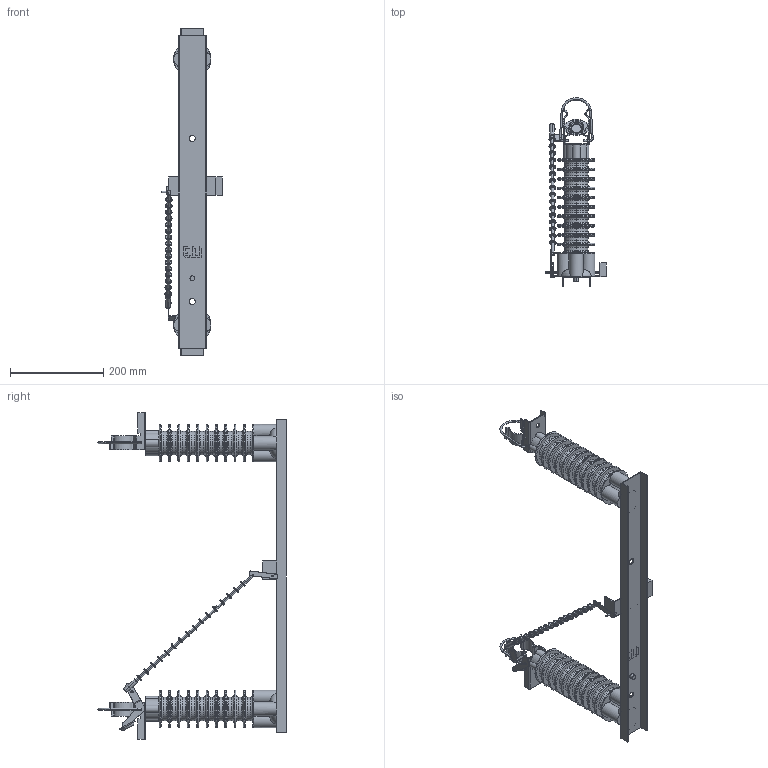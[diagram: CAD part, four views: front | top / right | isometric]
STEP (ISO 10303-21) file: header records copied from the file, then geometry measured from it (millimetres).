
FILE_DESCRIPTION((''),'2;1');
FILE_NAME('ASM0104UOI_ASM','2022-02-11T09:20:29',('marketing.praksa'),('Audax d.o.o.'),'CREO PARAMETRIC BY PTC INC, 2021304','CREO PARAMETRIC BY PTC INC, 2021304','');
FILE_SCHEMA(('AP242_MANAGED_MODEL_BASED_3D_ENGINEERING_MIM_LF { 1 0 10303 442 1 1 4 }'));
Products named in the file (26): 421_1_2_1_1_1_1; 23C_1_2_3_1_1_1; 248_1_2_3_1_1_1; 254_1_2_3_1_1_1; 618_1_2_3_4_1_1_1; 675_1_1_1; 699_1_1_1; 6A5_1_1_1; 6B1_1_1_1; 7CA_1_1_1; 866_1_1_1; 440_1_1_1_1_1_1_1_1_1_1_2; PRT9568_1_1_1_1_2; B_1_1_1_1_1_1_1_2; PRT9539_1_1_2_1_1_1_1_1_1_1_1_1; PRT9539_1_1_2_1_1_1_1_1_1_2_1_1; PRT9539_1_1_2_1_1_1_1_1_1_3_1_1; OPEN_CASCADE_STEP_TRANSLAT-1_11; PRT9567_1_1_1_1_1_1_1_1_1_1_1_3; OPEN_CASCADE_STEP_TRANSLAT-1_12; PRT9567_1_1_1_1_1_1_1_1_1_1_1_4; PRT9565_1_1_1_2_1_1_1_1_1_1_1_2; 6FA_1_1_1; 76F_1_1_1; 796_1_1_1; ASM0104UOI_ASM
Assembly tree (25 placements, depth 2):
  ASM0104UOI_ASM
    421_1_2_1_1_1_1
    23C_1_2_3_1_1_1
    248_1_2_3_1_1_1
    254_1_2_3_1_1_1
    618_1_2_3_4_1_1_1
    675_1_1_1
    699_1_1_1
    6A5_1_1_1
    6B1_1_1_1
    7CA_1_1_1
    866_1_1_1
    440_1_1_1_1_1_1_1_1_1_1_2
    PRT9568_1_1_1_1_2
    B_1_1_1_1_1_1_1_2
    PRT9539_1_1_2_1_1_1_1_1_1_1_1_1
    PRT9539_1_1_2_1_1_1_1_1_1_2_1_1
    PRT9539_1_1_2_1_1_1_1_1_1_3_1_1
    OPEN_CASCADE_STEP_TRANSLAT-1_11
    PRT9567_1_1_1_1_1_1_1_1_1_1_1_3
    OPEN_CASCADE_STEP_TRANSLAT-1_12
    PRT9567_1_1_1_1_1_1_1_1_1_1_1_4
    PRT9565_1_1_1_2_1_1_1_1_1_1_1_2
    6FA_1_1_1
    76F_1_1_1
    796_1_1_1
Bounding box: 130 x 403.34 x 701 mm (x, y, z)
Volume: 1740459.9 mm3; surface area: 474464.7 mm2
Topology: 25 solids, 25 shells, 1281 faces, 3262 edges, 2120 vertices
Faces by surface type: torus 466, cylinder 432, plane 366, bspline 11, sphere 6
Entity records: 61411 total; most frequent: CARTESIAN_POINT 14832, DIRECTION 7550, ORIENTED_EDGE 6508, AXIS2_PLACEMENT_3D 3261, EDGE_CURVE 3254, VERTEX_POINT 2116, CIRCLE 1798, PRESENTATION_STYLE_ASSIGNMENT 1493
